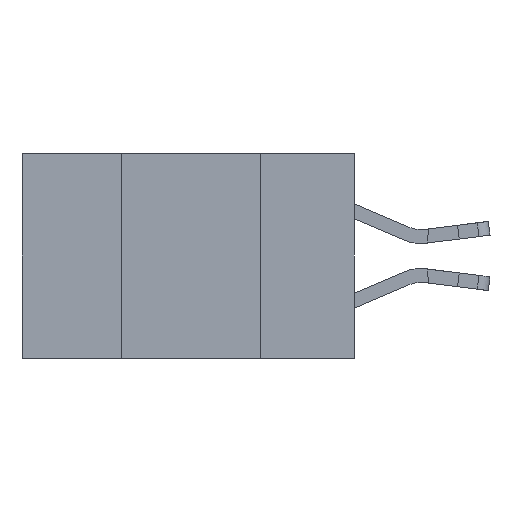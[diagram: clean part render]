
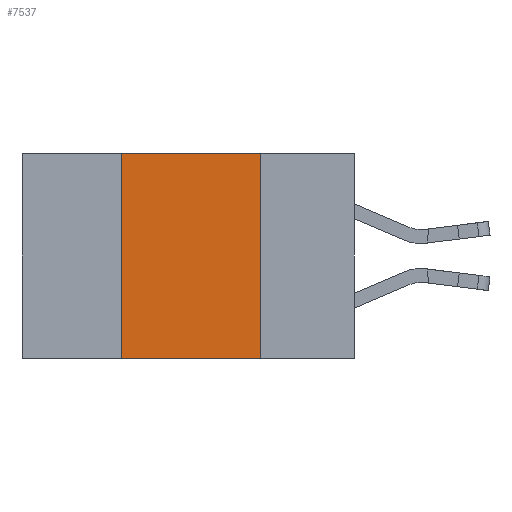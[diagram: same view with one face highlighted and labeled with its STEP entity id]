
A CAD part, left-side view. The second image highlights one B-rep face of the part: STEP entity #7537.
In plain terms, the highlighted planar face has unit normal (-1, 0, 0).
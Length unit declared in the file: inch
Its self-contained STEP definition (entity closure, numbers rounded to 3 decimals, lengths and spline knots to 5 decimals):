
#109 = DIRECTION ( 'NONE',  ( 0., -1., 0. ) ) ;
#124 = VECTOR ( 'NONE', #7012, 39.37008 ) ;
#698 = DIRECTION ( 'NONE',  ( 1., 0., 0. ) ) ;
#1043 = EDGE_CURVE ( 'NONE', #13405, #1200, #6762, .T. ) ;
#1200 = VERTEX_POINT ( 'NONE', #12225 ) ;
#1679 = LINE ( 'NONE', #5467, #13675 ) ;
#3319 = CARTESIAN_POINT ( 'NONE',  ( 0., 0.6, 0. ) ) ;
#3498 = VECTOR ( 'NONE', #13398, 39.37008 ) ;
#4664 = CARTESIAN_POINT ( 'NONE',  ( 0., 0.17, 0. ) ) ;
#4753 = VECTOR ( 'NONE', #10334, 39.37008 ) ;
#5266 = CARTESIAN_POINT ( 'NONE',  ( 0., 0.17, -0.37 ) ) ;
#5467 = CARTESIAN_POINT ( 'NONE',  ( 0., 0.6, -0.37 ) ) ;
#5823 = CARTESIAN_POINT ( 'NONE',  ( 0., 0.6, 0. ) ) ;
#5843 = LINE ( 'NONE', #14469, #124 ) ;
#5868 = CARTESIAN_POINT ( 'NONE',  ( 0., 0.42, -0.37 ) ) ;
#6762 = LINE ( 'NONE', #5266, #4753 ) ;
#7012 = DIRECTION ( 'NONE',  ( 0., 0., 1. ) ) ;
#7537 = ADVANCED_FACE ( 'NONE', ( #13112 ), #10732, .F. ) ;
#8088 = ORIENTED_EDGE ( 'NONE', *, *, #10764, .F. ) ;
#8476 = EDGE_CURVE ( 'NONE', #12537, #13514, #5843, .T. ) ;
#8977 = AXIS2_PLACEMENT_3D ( 'NONE', #5823, #698, #15674 ) ;
#9138 = EDGE_CURVE ( 'NONE', #12537, #1200, #1679, .T. ) ;
#10334 = DIRECTION ( 'NONE',  ( 0., 0., -1. ) ) ;
#10361 = CARTESIAN_POINT ( 'NONE',  ( 0., 0.42, 0. ) ) ;
#10732 = PLANE ( 'NONE',  #8977 ) ;
#10764 = EDGE_CURVE ( 'NONE', #13514, #13405, #14674, .T. ) ;
#12225 = CARTESIAN_POINT ( 'NONE',  ( 0., 0.17, -0.37 ) ) ;
#12401 = ORIENTED_EDGE ( 'NONE', *, *, #8476, .F. ) ;
#12537 = VERTEX_POINT ( 'NONE', #5868 ) ;
#12629 = ORIENTED_EDGE ( 'NONE', *, *, #1043, .F. ) ;
#13112 = FACE_OUTER_BOUND ( 'NONE', #16174, .T. ) ;
#13398 = DIRECTION ( 'NONE',  ( 0., -1., 0. ) ) ;
#13405 = VERTEX_POINT ( 'NONE', #4664 ) ;
#13514 = VERTEX_POINT ( 'NONE', #10361 ) ;
#13675 = VECTOR ( 'NONE', #109, 39.37008 ) ;
#14469 = CARTESIAN_POINT ( 'NONE',  ( 0., 0.42, -0.37 ) ) ;
#14674 = LINE ( 'NONE', #3319, #3498 ) ;
#14936 = ORIENTED_EDGE ( 'NONE', *, *, #9138, .T. ) ;
#15674 = DIRECTION ( 'NONE',  ( 0., 0., -1. ) ) ;
#16174 = EDGE_LOOP ( 'NONE', ( #12629, #8088, #12401, #14936 ) ) ;
